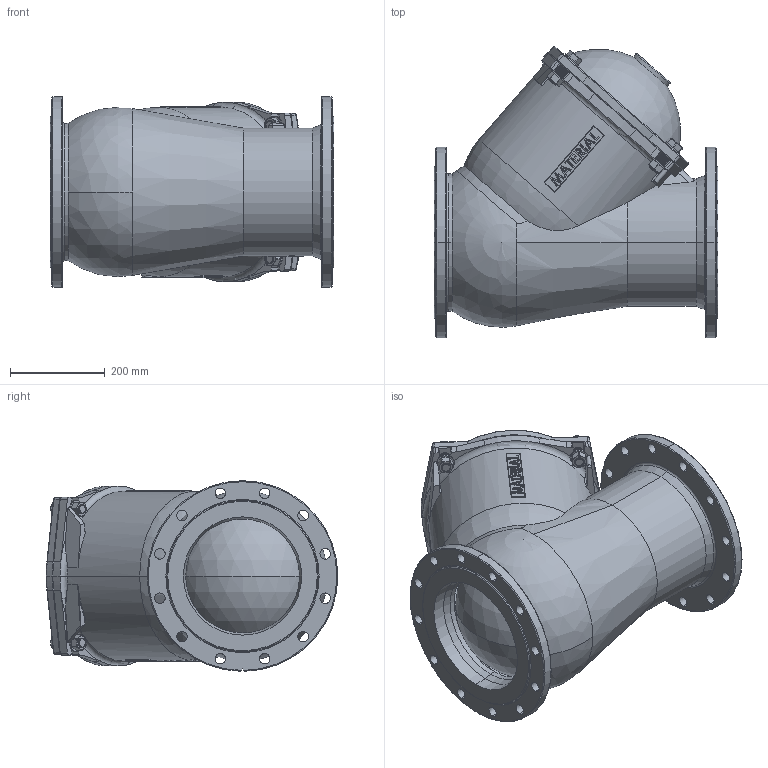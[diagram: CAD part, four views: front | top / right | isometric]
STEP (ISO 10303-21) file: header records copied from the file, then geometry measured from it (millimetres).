
FILE_DESCRIPTION (( 'STEP AP203' ), '1' );
FILE_NAME ('DN 250 ANSI150.STEP', '2017-04-21T09:20:04', ( '' ), ( '' ), 'SwSTEP 2.0', 'SolidWorks 2017', '' );
FILE_SCHEMA (( 'CONFIG_CONTROL_DESIGN' ));
Length unit declared in the file: millimetre
Products named in the file (1): DN 250 ANSI150
Bounding box: 600 x 616.63 x 402.94 mm (x, y, z)
Volume: 28982359 mm3; surface area: 2496719.5 mm2
Topology: 11 solids, 11 shells, 1053 faces, 2803 edges, 1807 vertices
Faces by surface type: cylinder 606, plane 251, torus 104, bspline 58, cone 19, sphere 15
Entity records: 62695 total; most frequent: CARTESIAN_POINT 38560, ORIENTED_EDGE 5548, DIRECTION 4554, EDGE_CURVE 2774, VERTEX_POINT 1793, AXIS2_PLACEMENT_3D 1710, EDGE_LOOP 1167, VECTOR 1134
